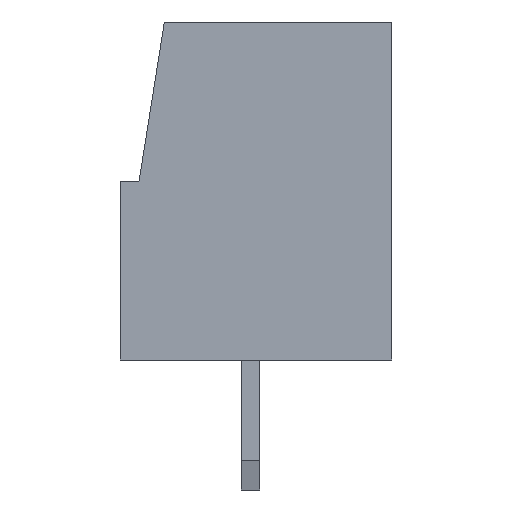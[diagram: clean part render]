
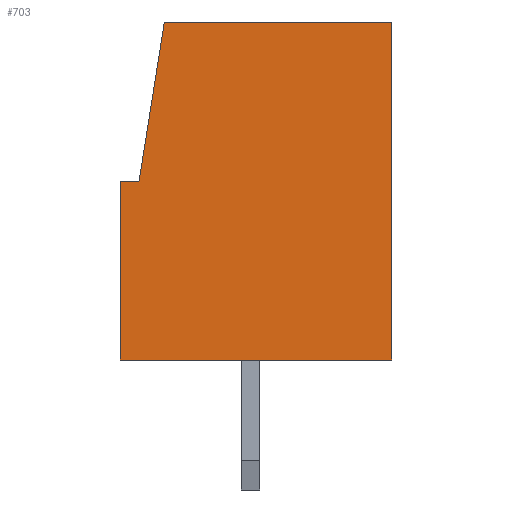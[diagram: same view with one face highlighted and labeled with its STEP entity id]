
A CAD part, left-side view. The second image highlights one B-rep face of the part: STEP entity #703.
In plain terms, the highlighted planar face has unit normal (-1, 0, 0).
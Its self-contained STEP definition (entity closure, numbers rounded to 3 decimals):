
#703 = ADVANCED_FACE( '', ( #1418 ), #1419, .F. );
#1418 = FACE_OUTER_BOUND( '', #2183, .T. );
#1419 = PLANE( '', #2184 );
#2183 = EDGE_LOOP( '', ( #3851, #3852, #3853, #3854, #3855, #3856 ) );
#2184 = AXIS2_PLACEMENT_3D( '', #3857, #3858, #3859 );
#3851 = ORIENTED_EDGE( '', *, *, #5474, .T. );
#3852 = ORIENTED_EDGE( '', *, *, #4768, .T. );
#3853 = ORIENTED_EDGE( '', *, *, #4964, .T. );
#3854 = ORIENTED_EDGE( '', *, *, #5445, .T. );
#3855 = ORIENTED_EDGE( '', *, *, #5356, .T. );
#3856 = ORIENTED_EDGE( '', *, *, #5003, .T. );
#3857 = CARTESIAN_POINT( '', ( -1.75, -8.03, -3.632 ) );
#3858 = DIRECTION( '', ( 1., 0., 0. ) );
#3859 = DIRECTION( '', ( 0., 1., 0. ) );
#4768 = EDGE_CURVE( '', #5667, #5680, #5682, .T. );
#4964 = EDGE_CURVE( '', #5680, #6028, #6029, .T. );
#5003 = EDGE_CURVE( '', #6091, #6092, #6093, .T. );
#5356 = EDGE_CURVE( '', #6647, #6091, #6648, .T. );
#5445 = EDGE_CURVE( '', #6028, #6647, #6758, .T. );
#5474 = EDGE_CURVE( '', #6092, #5667, #6797, .T. );
#5667 = VERTEX_POINT( '', #7012 );
#5680 = VERTEX_POINT( '', #7030 );
#5682 = LINE( '', #7033, #7034 );
#6028 = VERTEX_POINT( '', #7530 );
#6029 = LINE( '', #7531, #7532 );
#6091 = VERTEX_POINT( '', #7620 );
#6092 = VERTEX_POINT( '', #7621 );
#6093 = LINE( '', #7622, #7623 );
#6647 = VERTEX_POINT( '', #8452 );
#6648 = LINE( '', #8453, #8454 );
#6758 = LINE( '', #8622, #8623 );
#6797 = LINE( '', #8682, #8683 );
#7012 = CARTESIAN_POINT( '', ( -1.75, -7.3, 9.1 ) );
#7030 = CARTESIAN_POINT( '', ( -1.75, -1.181, 9.1 ) );
#7033 = CARTESIAN_POINT( '', ( -1.75, -3.5, 9.1 ) );
#7034 = VECTOR( '', #9002, 1000. );
#7530 = CARTESIAN_POINT( '', ( -1.75, -0.5, 4.8 ) );
#7531 = CARTESIAN_POINT( '', ( -1.75, 0.26, 0. ) );
#7532 = VECTOR( '', #9183, 1000. );
#7620 = CARTESIAN_POINT( '', ( -1.75, 0., 0. ) );
#7621 = CARTESIAN_POINT( '', ( -1.75, -7.3, 0. ) );
#7622 = CARTESIAN_POINT( '', ( -1.75, -3.5, 0. ) );
#7623 = VECTOR( '', #9222, 1000. );
#8452 = CARTESIAN_POINT( '', ( -1.75, 0., 4.8 ) );
#8453 = CARTESIAN_POINT( '', ( -1.75, 0., 0. ) );
#8454 = VECTOR( '', #9522, 1000. );
#8622 = CARTESIAN_POINT( '', ( -1.75, -3.5, 4.8 ) );
#8623 = VECTOR( '', #9587, 1000. );
#8682 = CARTESIAN_POINT( '', ( -1.75, -7.3, 0. ) );
#8683 = VECTOR( '', #9608, 1000. );
#9002 = DIRECTION( '', ( 0., 1., 0. ) );
#9183 = DIRECTION( '', ( 0., 0.156, -0.988 ) );
#9222 = DIRECTION( '', ( 0., -1., 0. ) );
#9522 = DIRECTION( '', ( 0., 0., -1. ) );
#9587 = DIRECTION( '', ( 0., 1., 0. ) );
#9608 = DIRECTION( '', ( 0., 0., 1. ) );
